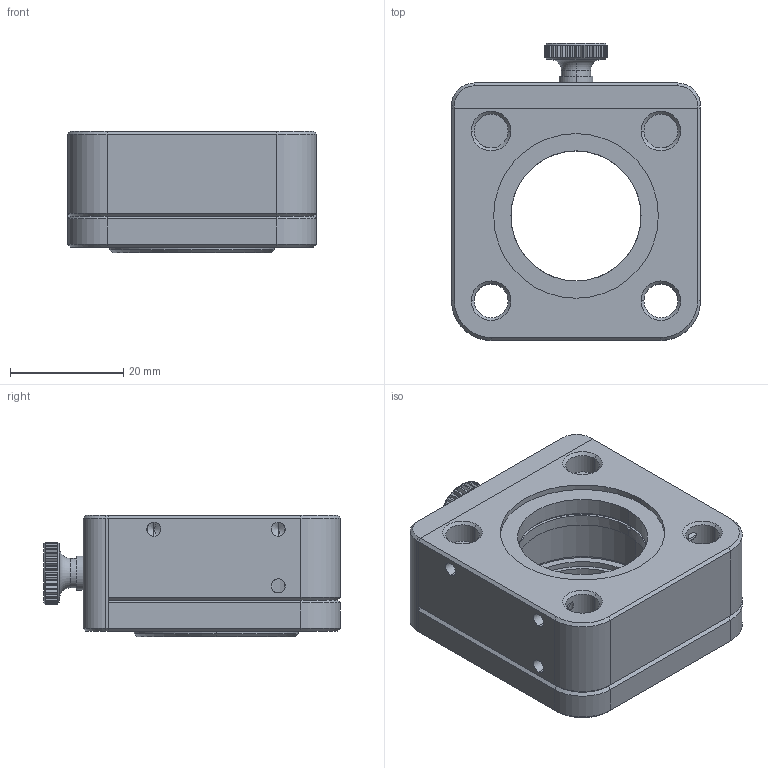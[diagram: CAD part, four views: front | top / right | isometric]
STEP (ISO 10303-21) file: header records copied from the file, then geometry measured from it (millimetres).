
FILE_DESCRIPTION (( 'STEP AP203' ), '1' );
FILE_NAME ('GCT-140101 俋倰芞.STEP', '2017-01-13T08:42:57', ( 'Lxtx999.CoM' ), ( 'Lxtx999.CoM' ), 'SwSTEP 2.0', 'SolidWorks 2012', '' );
FILE_SCHEMA (( 'CONFIG_CONTROL_DESIGN' ));
Length unit declared in the file: centimetre
Products named in the file (1): GCT-140101 俋倰芞
Bounding box: 44 x 52.5 x 21.5 mm (x, y, z)
Surface area: 11122.1 mm2 (no closed solid volume)
Topology: 0 solids, 9 shells, 324 faces, 812 edges, 482 vertices
Faces by surface type: plane 193, cylinder 85, cone 40, torus 6
Entity records: 9689 total; most frequent: CARTESIAN_POINT 1791, DIRECTION 1756, ORIENTED_EDGE 1490, EDGE_CURVE 804, AXIS2_PLACEMENT_3D 643, VERTEX_POINT 482, LINE 470, VECTOR 470
